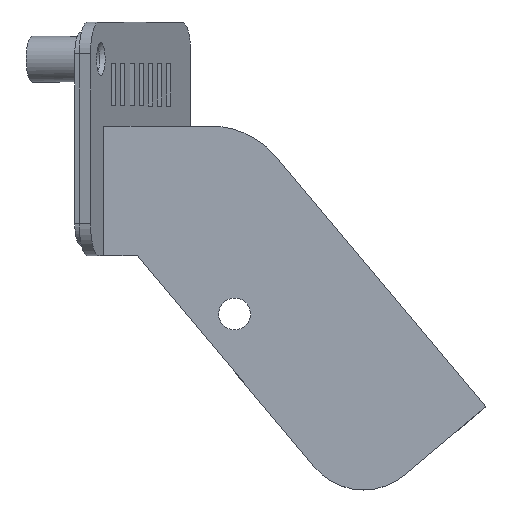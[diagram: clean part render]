
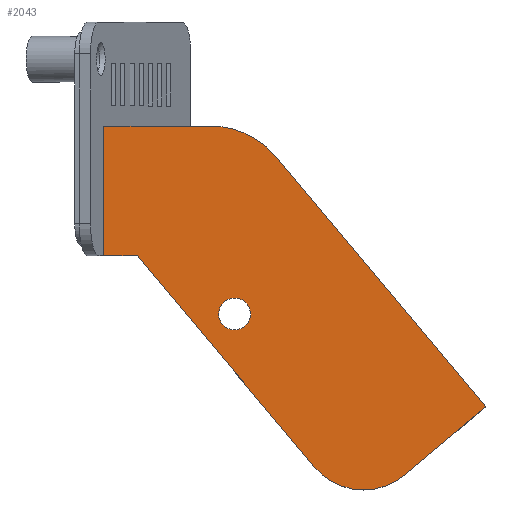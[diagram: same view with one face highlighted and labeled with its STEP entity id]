
A CAD part, top view. The second image highlights one B-rep face of the part: STEP entity #2043.
In plain terms, the highlighted planar face has unit normal (0, 0, 1).
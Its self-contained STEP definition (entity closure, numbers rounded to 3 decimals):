
#1696 = VERTEX_POINT('',#1697);
#1697 = CARTESIAN_POINT('',(6.194,-20.8,17.277));
#1703 = EDGE_CURVE('',#1696,#1704,#1706,.T.);
#1704 = VERTEX_POINT('',#1705);
#1705 = CARTESIAN_POINT('',(6.194,-33.,17.277));
#1706 = LINE('',#1707,#1708);
#1707 = CARTESIAN_POINT('',(6.194,-20.8,17.277));
#1708 = VECTOR('',#1709,1.);
#1709 = DIRECTION('',(0.,-1.,0.));
#1960 = VERTEX_POINT('',#1961);
#1961 = CARTESIAN_POINT('',(9.338,-33.,17.277));
#1967 = EDGE_CURVE('',#1704,#1960,#1968,.T.);
#1968 = LINE('',#1969,#1970);
#1969 = CARTESIAN_POINT('',(8.338,-33.,17.277));
#1970 = VECTOR('',#1971,1.);
#1971 = DIRECTION('',(1.,0.,0.));
#2043 = ADVANCED_FACE('',(#2044,#2105),#2134,.T.);
#2044 = FACE_BOUND('',#2045,.T.);
#2045 = EDGE_LOOP('',(#2046,#2047,#2048,#2056,#2065,#2073,#2081,#2090,
    #2099));
#2046 = ORIENTED_EDGE('',*,*,#1703,.T.);
#2047 = ORIENTED_EDGE('',*,*,#1967,.T.);
#2048 = ORIENTED_EDGE('',*,*,#2049,.T.);
#2049 = EDGE_CURVE('',#1960,#2050,#2052,.T.);
#2050 = VERTEX_POINT('',#2051);
#2051 = CARTESIAN_POINT('',(26.05,-52.917,
    17.277));
#2052 = LINE('',#2053,#2054);
#2053 = CARTESIAN_POINT('',(9.338,-33.,17.277));
#2054 = VECTOR('',#2055,1.);
#2055 = DIRECTION('',(0.643,-0.766,0.));
#2056 = ORIENTED_EDGE('',*,*,#2057,.T.);
#2057 = EDGE_CURVE('',#2050,#2058,#2060,.T.);
#2058 = VERTEX_POINT('',#2059);
#2059 = CARTESIAN_POINT('',(34.503,-53.657,
    17.277));
#2060 = CIRCLE('',#2061,6.);
#2061 = AXIS2_PLACEMENT_3D('',#2062,#2063,#2064);
#2062 = CARTESIAN_POINT('',(30.646,-49.06,
    17.277));
#2063 = DIRECTION('',(0.,-0.,1.));
#2064 = DIRECTION('',(1.,0.,0.));
#2065 = ORIENTED_EDGE('',*,*,#2066,.T.);
#2066 = EDGE_CURVE('',#2058,#2067,#2069,.T.);
#2067 = VERTEX_POINT('',#2068);
#2068 = CARTESIAN_POINT('',(42.163,-47.229,
    17.277));
#2069 = LINE('',#2070,#2071);
#2070 = CARTESIAN_POINT('',(34.503,-53.657,
    17.277));
#2071 = VECTOR('',#2072,1.);
#2072 = DIRECTION('',(0.766,0.643,0.));
#2073 = ORIENTED_EDGE('',*,*,#2074,.F.);
#2074 = EDGE_CURVE('',#2075,#2067,#2077,.T.);
#2075 = VERTEX_POINT('',#2076);
#2076 = CARTESIAN_POINT('',(22.385,-23.658,
    17.277));
#2077 = LINE('',#2078,#2079);
#2078 = CARTESIAN_POINT('',(23.033,-24.429,
    17.277));
#2079 = VECTOR('',#2080,1.);
#2080 = DIRECTION('',(0.643,-0.766,0.));
#2081 = ORIENTED_EDGE('',*,*,#2082,.F.);
#2082 = EDGE_CURVE('',#2083,#2075,#2085,.T.);
#2083 = VERTEX_POINT('',#2084);
#2084 = CARTESIAN_POINT('',(19.392,-21.44,
    17.277));
#2085 = CIRCLE('',#2086,8.);
#2086 = AXIS2_PLACEMENT_3D('',#2087,#2088,#2089);
#2087 = CARTESIAN_POINT('',(16.257,-28.8,17.277));
#2088 = DIRECTION('',(0.,0.,-1.));
#2089 = DIRECTION('',(0.,1.,0.));
#2090 = ORIENTED_EDGE('',*,*,#2091,.T.);
#2091 = EDGE_CURVE('',#2083,#2092,#2094,.T.);
#2092 = VERTEX_POINT('',#2093);
#2093 = CARTESIAN_POINT('',(16.257,-20.8,17.277));
#2094 = CIRCLE('',#2095,8.);
#2095 = AXIS2_PLACEMENT_3D('',#2096,#2097,#2098);
#2096 = CARTESIAN_POINT('',(16.257,-28.8,17.277));
#2097 = DIRECTION('',(0.,-0.,1.));
#2098 = DIRECTION('',(1.,0.,0.));
#2099 = ORIENTED_EDGE('',*,*,#2100,.F.);
#2100 = EDGE_CURVE('',#1696,#2092,#2101,.T.);
#2101 = LINE('',#2102,#2103);
#2102 = CARTESIAN_POINT('',(8.338,-20.8,17.277));
#2103 = VECTOR('',#2104,1.);
#2104 = DIRECTION('',(1.,0.,0.));
#2105 = FACE_BOUND('',#2106,.T.);
#2106 = EDGE_LOOP('',(#2107,#2118,#2127));
#2107 = ORIENTED_EDGE('',*,*,#2108,.F.);
#2108 = EDGE_CURVE('',#2109,#2111,#2113,.T.);
#2109 = VERTEX_POINT('',#2110);
#2110 = CARTESIAN_POINT('',(17.025,-38.279,
    17.277));
#2111 = VERTEX_POINT('',#2112);
#2112 = CARTESIAN_POINT('',(19.978,-38.799,
    17.277));
#2113 = CIRCLE('',#2114,1.5);
#2114 = AXIS2_PLACEMENT_3D('',#2115,#2116,#2117);
#2115 = CARTESIAN_POINT('',(18.511,-38.487,
    17.277));
#2116 = DIRECTION('',(0.,-0.,1.));
#2117 = DIRECTION('',(1.,0.,0.));
#2118 = ORIENTED_EDGE('',*,*,#2119,.F.);
#2119 = EDGE_CURVE('',#2120,#2109,#2122,.T.);
#2120 = VERTEX_POINT('',#2121);
#2121 = CARTESIAN_POINT('',(20.011,-38.487,
    17.277));
#2122 = CIRCLE('',#2123,1.5);
#2123 = AXIS2_PLACEMENT_3D('',#2124,#2125,#2126);
#2124 = CARTESIAN_POINT('',(18.511,-38.487,
    17.277));
#2125 = DIRECTION('',(0.,0.,1.));
#2126 = DIRECTION('',(1.,0.,0.));
#2127 = ORIENTED_EDGE('',*,*,#2128,.F.);
#2128 = EDGE_CURVE('',#2111,#2120,#2129,.T.);
#2129 = CIRCLE('',#2130,1.5);
#2130 = AXIS2_PLACEMENT_3D('',#2131,#2132,#2133);
#2131 = CARTESIAN_POINT('',(18.511,-38.487,
    17.277));
#2132 = DIRECTION('',(0.,0.,1.));
#2133 = DIRECTION('',(1.,0.,0.));
#2134 = PLANE('',#2135);
#2135 = AXIS2_PLACEMENT_3D('',#2136,#2137,#2138);
#2136 = CARTESIAN_POINT('',(22.742,-36.981,
    17.277));
#2137 = DIRECTION('',(0.,0.,1.));
#2138 = DIRECTION('',(1.,0.,0.));
